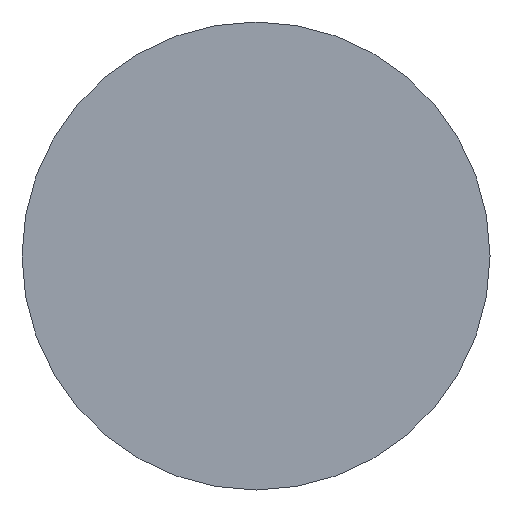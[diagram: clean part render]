
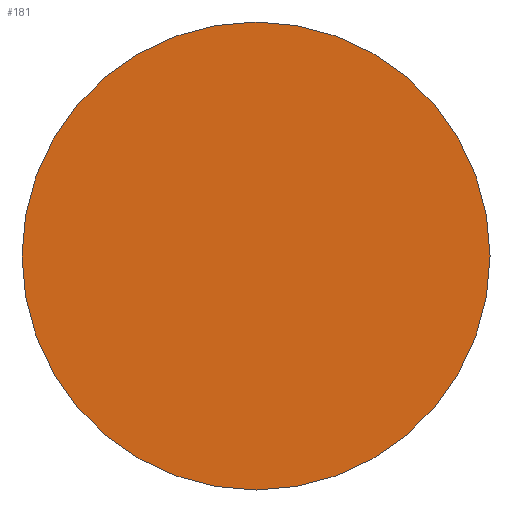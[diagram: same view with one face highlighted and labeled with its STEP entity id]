
A CAD part, front view. The second image highlights one B-rep face of the part: STEP entity #181.
In plain terms, the highlighted planar face has unit normal (0, -1, 0).
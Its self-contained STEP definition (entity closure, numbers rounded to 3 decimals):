
#175=VERTEX_POINT('',#358);
#181=ADVANCED_FACE('',(#365),#366,.T.);
#221=VERTEX_POINT('',#414);
#225=EDGE_CURVE('',#175,#221,#418,.T.);
#249=EDGE_CURVE('',#221,#175,#445,.T.);
#358=CARTESIAN_POINT('',(5.0,-15.0,0.));
#365=FACE_OUTER_BOUND('',#575,.T.);
#366=PLANE('',#576);
#414=CARTESIAN_POINT('',(-5.0,-15.0,0.));
#418=CIRCLE('',#641,5.0);
#445=CIRCLE('',#676,5.0);
#575=EDGE_LOOP('',(#801,#802));
#576=AXIS2_PLACEMENT_3D('',#803,#804,#805);
#641=AXIS2_PLACEMENT_3D('',#873,#874,#875);
#676=AXIS2_PLACEMENT_3D('',#906,#907,#908);
#801=ORIENTED_EDGE('',*,*,#225,.T.);
#802=ORIENTED_EDGE('',*,*,#249,.T.);
#803=CARTESIAN_POINT('',(0.0,-15.0,0.));
#804=DIRECTION('',(0.0,-1.0,0.));
#805=DIRECTION('',(1.0,0.0,0.0));
#873=CARTESIAN_POINT('',(0.0,-15.0,0.));
#874=DIRECTION('',(0.0,-1.0,0.));
#875=DIRECTION('',(1.0,0.0,0.0));
#906=CARTESIAN_POINT('',(0.0,-15.0,0.));
#907=DIRECTION('',(0.0,-1.0,0.));
#908=DIRECTION('',(1.0,0.0,0.0));
